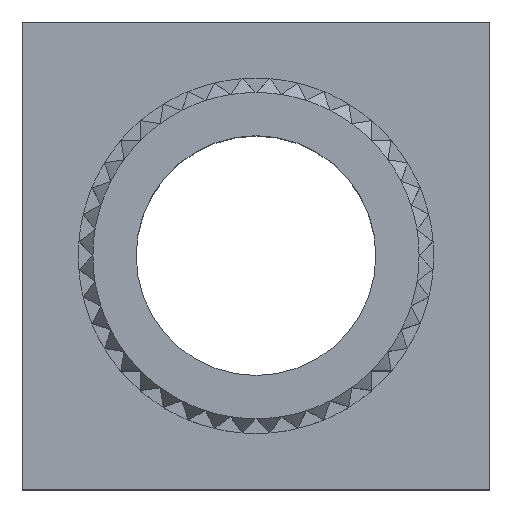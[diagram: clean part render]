
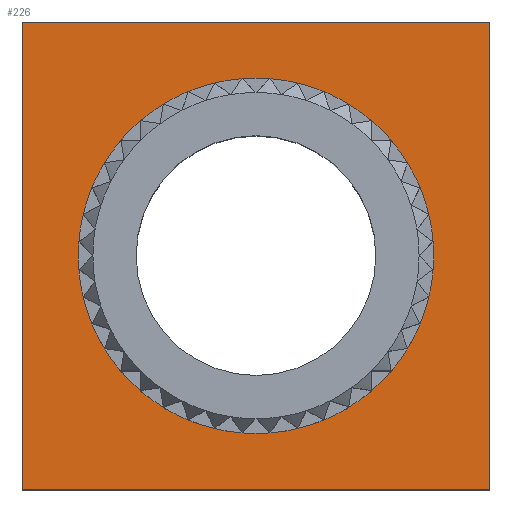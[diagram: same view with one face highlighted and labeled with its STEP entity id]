
A CAD part, top view. The second image highlights one B-rep face of the part: STEP entity #226.
In plain terms, the highlighted planar face has unit normal (0, 0, 1).
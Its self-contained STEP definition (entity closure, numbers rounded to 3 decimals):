
#116 = EDGE_CURVE ( 'NONE', #803, #795, #1037, .T. ) ;
#133 = EDGE_CURVE ( 'NONE', #802, #803, #1086, .T. ) ;
#182 = EDGE_CURVE ( 'NONE', #1297, #771, #1590, .T. ) ;
#185 = EDGE_CURVE ( 'NONE', #771, #1297, #1596, .T. ) ;
#226 = ADVANCED_FACE ( 'NONE', ( #3220, #3221 ), #3222, .T. ) ;
#246 = EDGE_CURVE ( 'NONE', #795, #799, #3309, .T. ) ;
#255 = EDGE_CURVE ( 'NONE', #799, #802, #3334, .T. ) ;
#771 = VERTEX_POINT ( 'NONE', #2812 ) ;
#795 = VERTEX_POINT ( 'NONE', #2836 ) ;
#799 = VERTEX_POINT ( 'NONE', #2840 ) ;
#802 = VERTEX_POINT ( 'NONE', #2843 ) ;
#803 = VERTEX_POINT ( 'NONE', #2844 ) ;
#1037 = LINE ( 'NONE', #1038, #1531 ) ;
#1038 = CARTESIAN_POINT ( 'NONE',  ( -8., 8., 2. ) ) ;
#1039 = DIRECTION ( 'NONE',  ( -1., 0., 0. ) ) ;
#1085 = CARTESIAN_POINT ( 'NONE',  ( 8., 8., 2. ) ) ;
#1086 = LINE ( 'NONE', #1085, #1550 ) ;
#1090 = DIRECTION ( 'NONE',  ( 0., 1., 0. ) ) ;
#1297 = VERTEX_POINT ( 'NONE', #3670 ) ;
#1531 = VECTOR ( 'NONE', #1039, 1000. ) ;
#1550 = VECTOR ( 'NONE', #1090, 1000. ) ;
#1590 = CIRCLE ( 'NONE', #1594, 6.075 ) ;
#1594 = AXIS2_PLACEMENT_3D ( 'NONE', #1843, #1844, #1845 ) ;
#1596 = CIRCLE ( 'NONE', #1599, 6.075 ) ;
#1599 = AXIS2_PLACEMENT_3D ( 'NONE', #1854, #1855, #1856 ) ;
#1625 = AXIS2_PLACEMENT_3D ( 'NONE', #3217, #3224, #3225 ) ;
#1655 = VECTOR ( 'NONE', #3313, 1000. ) ;
#1661 = VECTOR ( 'NONE', #3344, 1000. ) ;
#1843 = CARTESIAN_POINT ( 'NONE',  ( 0., 0., 2. ) ) ;
#1844 = DIRECTION ( 'NONE',  ( 0., 0., 1. ) ) ;
#1845 = DIRECTION ( 'NONE',  ( 1., 0., 0. ) ) ;
#1854 = CARTESIAN_POINT ( 'NONE',  ( 0., 0., 2. ) ) ;
#1855 = DIRECTION ( 'NONE',  ( 0., 0., 1. ) ) ;
#1856 = DIRECTION ( 'NONE',  ( 1., 0., 0. ) ) ;
#1967 = ORIENTED_EDGE ( 'NONE', *, *, #246, .T. ) ;
#1968 = ORIENTED_EDGE ( 'NONE', *, *, #255, .T. ) ;
#1969 = ORIENTED_EDGE ( 'NONE', *, *, #133, .T. ) ;
#1970 = ORIENTED_EDGE ( 'NONE', *, *, #116, .T. ) ;
#2812 = CARTESIAN_POINT ( 'NONE',  ( -6.075, 0., 2. ) ) ;
#2836 = CARTESIAN_POINT ( 'NONE',  ( -8., 8., 2. ) ) ;
#2840 = CARTESIAN_POINT ( 'NONE',  ( -8., -8., 2. ) ) ;
#2843 = CARTESIAN_POINT ( 'NONE',  ( 8., -8., 2. ) ) ;
#2844 = CARTESIAN_POINT ( 'NONE',  ( 8., 8., 2. ) ) ;
#3087 = EDGE_LOOP ( 'NONE', ( #1967, #1968, #1969, #1970 ) ) ;
#3090 = EDGE_LOOP ( 'NONE', ( #3806, #3807 ) ) ;
#3217 = CARTESIAN_POINT ( 'NONE',  ( -8., -8., 2. ) ) ;
#3220 = FACE_OUTER_BOUND ( 'NONE', #3087, .T. ) ;
#3221 = FACE_BOUND ( 'NONE', #3090, .T. ) ;
#3222 = PLANE ( 'NONE',  #1625 ) ;
#3224 = DIRECTION ( 'NONE',  ( 0., 0., 1. ) ) ;
#3225 = DIRECTION ( 'NONE',  ( 1., 0., 0. ) ) ;
#3309 = LINE ( 'NONE', #3312, #1655 ) ;
#3312 = CARTESIAN_POINT ( 'NONE',  ( -8., 8., 2. ) ) ;
#3313 = DIRECTION ( 'NONE',  ( 0., -1., 0. ) ) ;
#3334 = LINE ( 'NONE', #3335, #1661 ) ;
#3335 = CARTESIAN_POINT ( 'NONE',  ( -8., -8., 2. ) ) ;
#3344 = DIRECTION ( 'NONE',  ( 1., 0., 0. ) ) ;
#3670 = CARTESIAN_POINT ( 'NONE',  ( 6.075, 0., 2. ) ) ;
#3806 = ORIENTED_EDGE ( 'NONE', *, *, #185, .F. ) ;
#3807 = ORIENTED_EDGE ( 'NONE', *, *, #182, .F. ) ;
